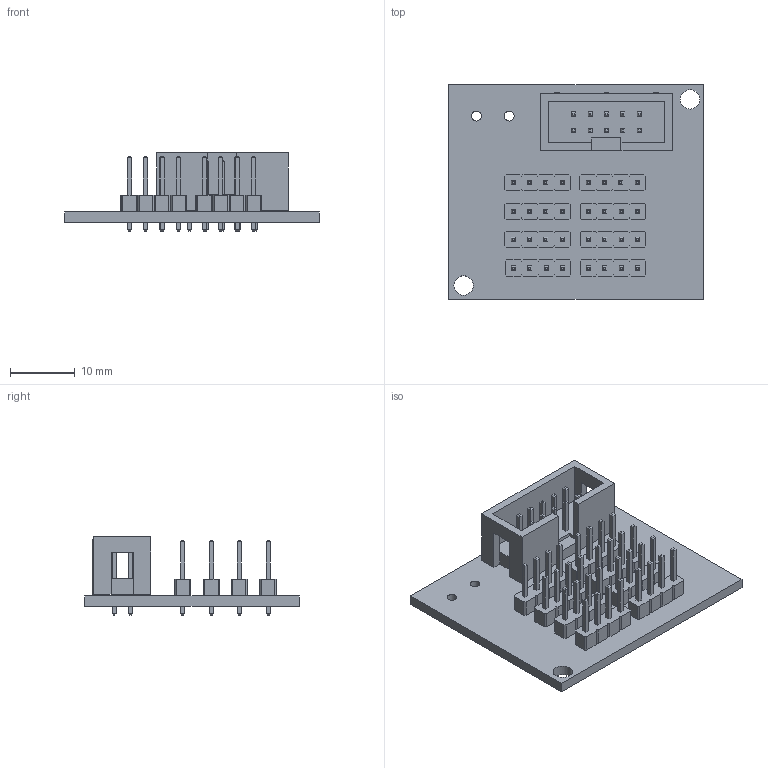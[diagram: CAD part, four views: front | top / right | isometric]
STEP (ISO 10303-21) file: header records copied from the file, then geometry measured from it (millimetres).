
FILE_DESCRIPTION(('KiCad electronic assembly'),'2;1');
FILE_NAME('THT.step','2023-08-16T22:09:52',('Pcbnew'),('Kicad'), 'Open CASCADE STEP processor 7.6','KiCad to STEP converter','Unknown' );
FILE_SCHEMA(('AUTOMOTIVE_DESIGN { 1 0 10303 214 1 1 1 1 }'));
Length unit declared in the file: millimetre
Products named in the file (6): THT 1; PinHeader_1x04_P2.54mm_Vertical; SOLID; IDC-Header_2x05_P2.54mm_Vertical; THT PCB
Assembly tree (12 placements, depth 3):
  THT 1
    PinHeader_1x04_P2.54mm_Vertical  x8
      SOLID
    IDC-Header_2x05_P2.54mm_Vertical
      SOLID
    THT PCB
Bounding box: 39.52 x 33.27 x 12.1 mm (x, y, z)
Volume: 3447.4 mm3; surface area: 6021.8 mm2
Topology: 10 solids, 10 shells, 1074 faces, 2574 edges, 1606 vertices
Faces by surface type: bspline 1022, cylinder 46, plane 6
Full cylindrical faces by diameter (mm): 1 x42, 1.52 x2, 3 x2
Entity records: 23328 total; most frequent: CARTESIAN_POINT 7773, B_SPLINE_CURVE_WITH_KNOTS 2226, ORIENTED_EDGE 1816, PCURVE 1816, DEFINITIONAL_REPRESENTATION 1816, EDGE_CURVE 908, SURFACE_CURVE 856, DIRECTION 580
